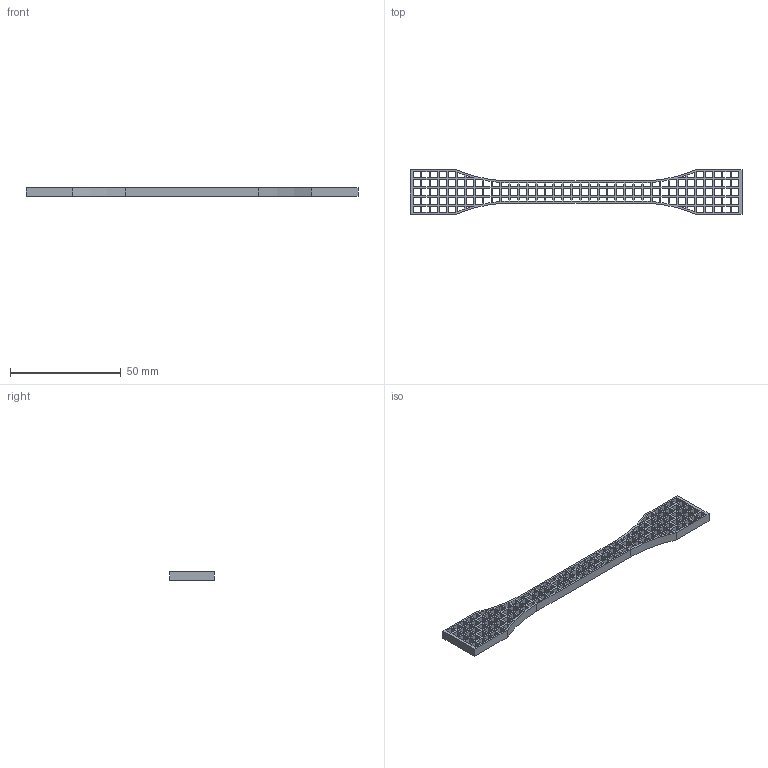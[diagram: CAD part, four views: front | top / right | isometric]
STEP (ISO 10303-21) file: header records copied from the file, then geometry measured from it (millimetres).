
FILE_DESCRIPTION(('Open CASCADE Model'),'2;1');
FILE_NAME('Open CASCADE Shape Model','2025-12-08T17:11:49',('Author'),( 'Open CASCADE'),'Open CASCADE STEP processor 7.8','Open CASCADE 7.8' ,'Unknown');
FILE_SCHEMA(('AUTOMOTIVE_DESIGN { 1 0 10303 214 1 1 1 1 }'));
Length unit declared in the file: millimetre
Products named in the file (1): Open CASCADE STEP translator 7.8 2
Bounding box: 150 x 20 x 4 mm (x, y, z)
Volume: 3613.5 mm3; surface area: 9679.7 mm2
Topology: 1 solids, 1 shells, 574 faces, 1716 edges, 1144 vertices
Faces by surface type: plane 546, cylinder 28
Entity records: 40718 total; most frequent: CARTESIAN_POINT 8447, DIRECTION 5034, LINE 3768, VECTOR 3768, ORIENTED_EDGE 3432, PCURVE 3432, DEFINITIONAL_REPRESENTATION 3432, EDGE_CURVE 1716
